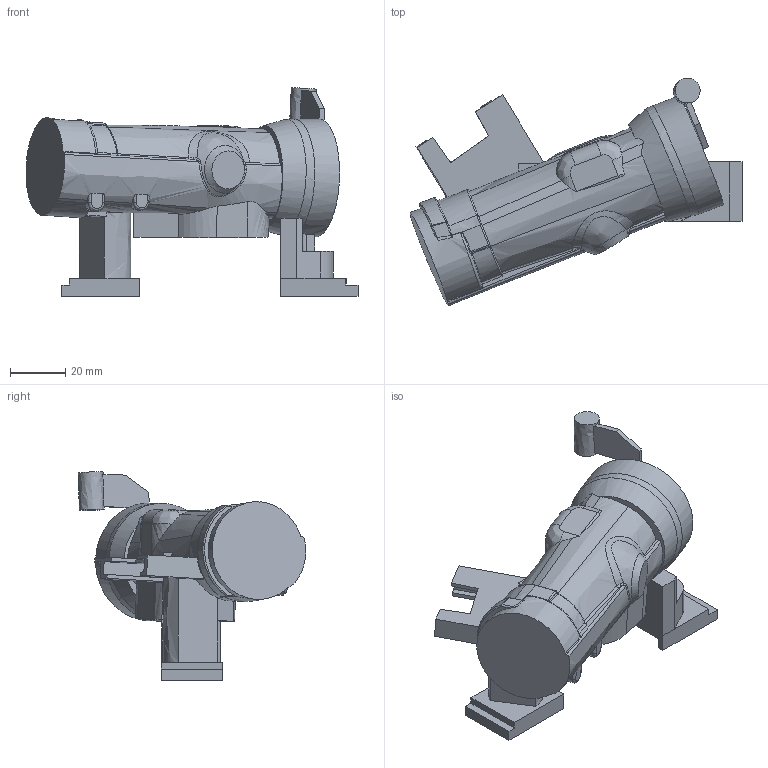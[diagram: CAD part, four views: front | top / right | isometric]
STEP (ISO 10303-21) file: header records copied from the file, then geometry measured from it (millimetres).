
FILE_DESCRIPTION(('STEP AP214'),'1');
FILE_NAME('默认.stp','2019-05-31T03:16:04',(' '),(' '),'Spatial InterOp 3D',' ',' ');
FILE_SCHEMA(('automotive_design'));
Length unit declared in the file: millimetre
Products named in the file (1): 1
Bounding box: 120.13 x 82.38 x 75.38 mm (x, y, z)
Volume: 142802.5 mm3; surface area: 26348.5 mm2
Topology: 1 solids, 1 shells, 207 faces, 558 edges, 354 vertices
Faces by surface type: bspline 207
Entity records: 19056 total; most frequent: CARTESIAN_POINT 14814, ORIENTED_EDGE 1100, EDGE_CURVE 550, DIRECTION 547, VERTEX_POINT 350, LINE 221, VECTOR 221, EDGE_LOOP 212
